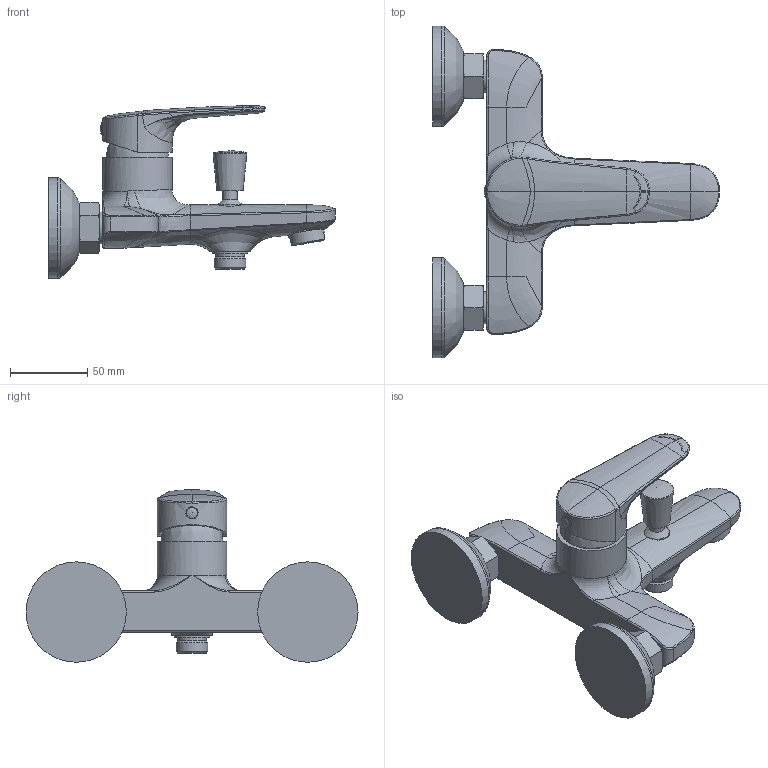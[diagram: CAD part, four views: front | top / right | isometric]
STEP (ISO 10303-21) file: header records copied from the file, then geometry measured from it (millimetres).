
FILE_DESCRIPTION(/* description */ (''),/* implementation_level */ '2;1');
FILE_NAME(/* name */ '3D_TVT105501110_O.NovoStart (1).step',/* time_stamp */ '2022-11-29T16:12:35+01:00',/* author */ (''),/* organization */ (''),/* preprocessor_version */ 'ST-DEVELOPER v19.2',/* originating_system */ 'Autodesk Translation Framework v11.17.0.187',/* authorisation */ '');
FILE_SCHEMA (('AUTOMOTIVE_DESIGN { 1 0 10303 214 3 1 1 }'));
Length unit declared in the file: millimetre
Products named in the file (32): (Nicht gespeichert); 23-; D35P-1A; 8YG35000; 8ZG97000; 80P35WNT2; 8EM5X5; JIETOU_ASM; JIETOU_ASM_1; 8HY21022; 19X2; 8HY21023; 24X16X3; 8HY21228; 80Q01000-C; M24021_ASM; 24X1-03; 24X1-02; 24X1-01; 81J23424; Komponente29; 23424_ASM; 82J23424; 8XJ15X5X35A; 83J23424; 8J22X2A; 8J102X45X35A; 8TH23424; 81D23067; 80N81051; Komponente28; Komponente30
Assembly tree (37 placements, depth 3):
  (Nicht gespeichert)
    23-
    D35P-1A
    8YG35000
    8ZG97000
    80P35WNT2
    8EM5X5
    JIETOU_ASM
      8HY21022
      19X2
      8HY21023
      24X16X3
      8HY21228
      80Q01000-C
    JIETOU_ASM_1
      8HY21022
      19X2
      8HY21023
      24X16X3
      8HY21228
      80Q01000-C
    M24021_ASM
      24X1-03
      24X1-02
      24X1-01
    81J23424
      Komponente29
    23424_ASM
      82J23424
      8XJ15X5X35A
    83J23424
    8J22X2A
    8J102X45X35A
    8TH23424
    81D23067
    80N81051
    Komponente28
    Komponente30
Bounding box: 185.84 x 215 x 111.73 mm (x, y, z)
Volume: 416057.2 mm3; surface area: 85718.9 mm2
Topology: 10 solids, 16 shells, 333 faces, 806 edges, 504 vertices
Faces by surface type: bspline 149, plane 86, cylinder 42, cone 40, torus 14, sphere 2
Full cylindrical faces by diameter (mm): 6.7 x1, 7.85 x1, 9.5 x1, 13 x1, 14.5 x1, 16 x1, 16.2 x1, 16.5 x1, 17.4 x1, 18 x1, 18.5 x1, 20 x1, 20.5 x2, 20.6 x1, 21 x2, 21.5 x1, 22.3 x1, 23 x1, 23.5 x1, 24 x2, 25 x1, 45 x1, 65 x2
Entity records: 28918 total; most frequent: CARTESIAN_POINT 21942, ORIENTED_EDGE 1382, DIRECTION 1150, EDGE_CURVE 718, AXIS2_PLACEMENT_3D 492, VERTEX_POINT 451, EDGE_LOOP 329, FACE_OUTER_BOUND 298
